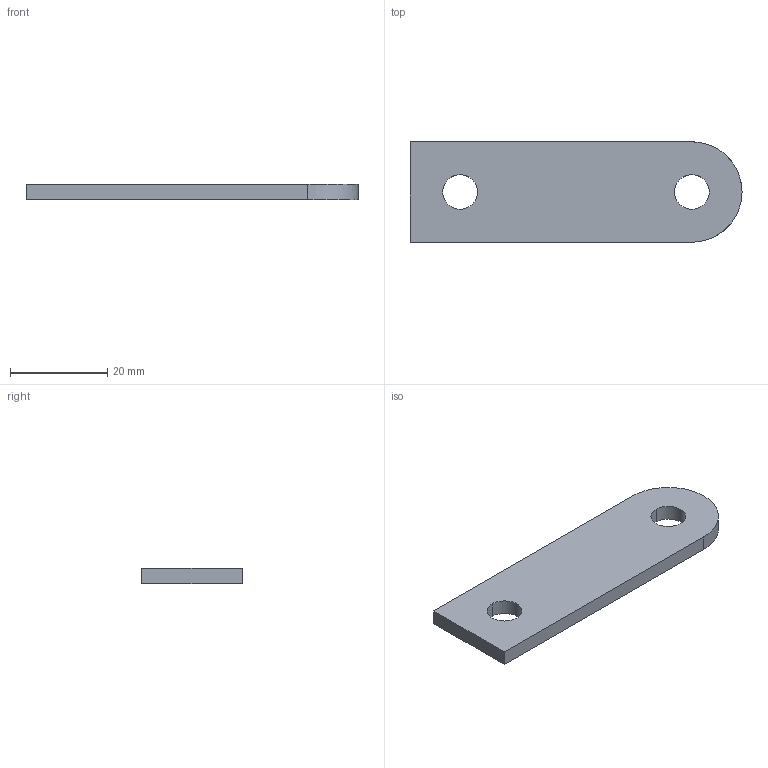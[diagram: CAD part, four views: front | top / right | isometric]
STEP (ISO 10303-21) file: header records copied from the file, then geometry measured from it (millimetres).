
FILE_DESCRIPTION(('TurboCAD Mac Pro'),'Build 980');
FILE_NAME('P7325.stp',' ',(''),(''),'ACIS Interop','IMSI','TurboCAD Mac Pro BY IMSI, INCORPORATED');
FILE_SCHEMA(('automotive_design'));
Length unit declared in the file: inch
Products named in the file (2): 1; 2
Bounding box: 68.27 x 20.64 x 3.17 mm (x, y, z)
Volume: 4074.6 mm3; surface area: 3245.7 mm2
Topology: 1 solids, 1 shells, 15 faces, 39 edges, 26 vertices
Faces by surface type: bspline 10, plane 5
Entity records: 849 total; most frequent: CARTESIAN_POINT 255, ORIENTED_EDGE 78, EDGE_CURVE 39, DIRECTION 36, B_SPLINE_CURVE_WITH_KNOTS 30, STYLED_ITEM 29, PRESENTATION_STYLE_ASSIGNMENT 29, COLOUR_RGB 29
